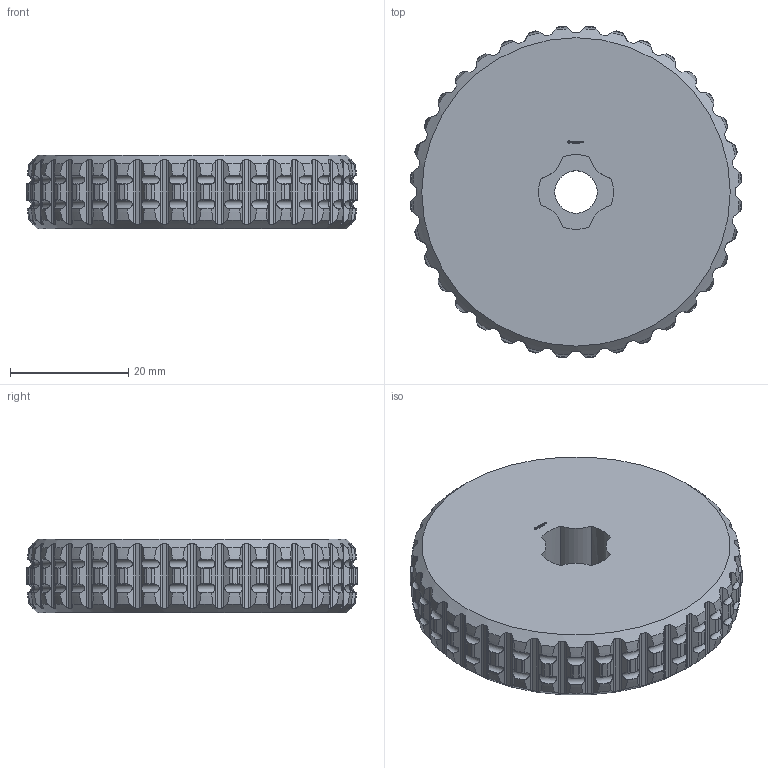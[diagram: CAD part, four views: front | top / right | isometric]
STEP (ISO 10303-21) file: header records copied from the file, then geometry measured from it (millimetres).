
FILE_DESCRIPTION(('FreeCAD Model'),'2;1');
FILE_NAME('Open CASCADE Shape Model','2023-12-20T19:00:32',(''),(''), 'Open CASCADE STEP processor 7.6','FreeCAD','Unknown');
FILE_SCHEMA(('AUTOMOTIVE_DESIGN { 1 0 10303 214 1 1 1 1 }'));
Products named in the file (1): Wheel GND TTRD PLN BU04.50x01.00 - SPN-WHL-0011 (stemfie.org)
Bounding box: 56.12 x 56.12 x 12.5 mm (x, y, z)
Volume: 27984.3 mm3; surface area: 7682.2 mm2
Topology: 1 solids, 1 shells, 1255 faces, 3627 edges, 2416 vertices
Faces by surface type: plane 439, cylinder 409, cone 161, extrusion 102, revolution 72, torus 72
Full cylindrical faces by diameter (mm): 2 x4, 7.2 x1
Entity records: 130892 total; most frequent: CARTESIAN_POINT 57406, DIRECTION 9437, ORIENTED_EDGE 7254, PCURVE 7254, DEFINITIONAL_REPRESENTATION 7254, VECTOR 5571, LINE 5469, B_SPLINE_CURVE_WITH_KNOTS 4634
